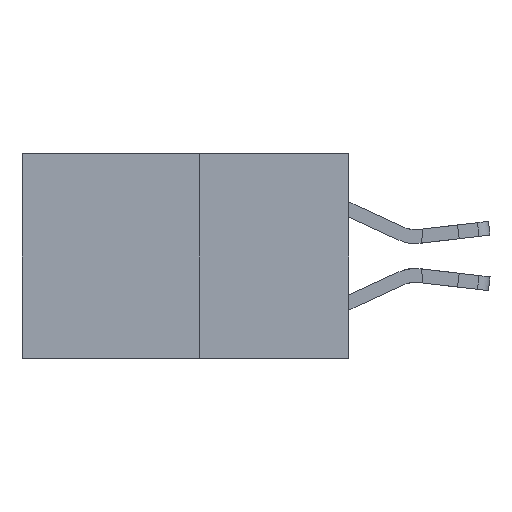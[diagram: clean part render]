
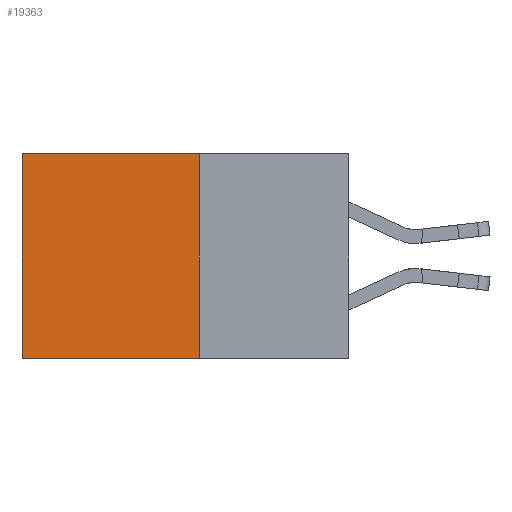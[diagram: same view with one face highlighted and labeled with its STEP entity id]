
A CAD part, left-side view. The second image highlights one B-rep face of the part: STEP entity #19363.
In plain terms, the highlighted planar face has unit normal (-1, 0, 0).
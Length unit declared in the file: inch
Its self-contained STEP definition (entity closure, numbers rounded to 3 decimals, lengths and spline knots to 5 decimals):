
#57 = ORIENTED_EDGE ( 'NONE', *, *, #5750, .T. ) ;
#705 = VECTOR ( 'NONE', #21902, 39.37008 ) ;
#991 = LINE ( 'NONE', #14088, #6915 ) ;
#4137 = CARTESIAN_POINT ( 'NONE',  ( 0.277, 0.27, -0.37 ) ) ;
#4395 = AXIS2_PLACEMENT_3D ( 'NONE', #4137, #16725, #5978 ) ;
#4639 = EDGE_CURVE ( 'NONE', #22176, #20890, #19331, .T. ) ;
#4969 = VECTOR ( 'NONE', #11987, 39.37008 ) ;
#5621 = CARTESIAN_POINT ( 'NONE',  ( 0.277, 0.27, -0.37 ) ) ;
#5743 = CARTESIAN_POINT ( 'NONE',  ( 0.277, 0.27, 0. ) ) ;
#5750 = EDGE_CURVE ( 'NONE', #13313, #22176, #991, .T. ) ;
#5978 = DIRECTION ( 'NONE',  ( 0., 0., -1. ) ) ;
#6915 = VECTOR ( 'NONE', #13455, 39.37008 ) ;
#7238 = EDGE_CURVE ( 'NONE', #13313, #20519, #12965, .T. ) ;
#11755 = ORIENTED_EDGE ( 'NONE', *, *, #4639, .T. ) ;
#11987 = DIRECTION ( 'NONE',  ( 0., 0., -1. ) ) ;
#12117 = ORIENTED_EDGE ( 'NONE', *, *, #21456, .F. ) ;
#12231 = EDGE_LOOP ( 'NONE', ( #11755, #12117, #17215, #57 ) ) ;
#12392 = CARTESIAN_POINT ( 'NONE',  ( 0.277, 0.59, -0.37 ) ) ;
#12965 = LINE ( 'NONE', #14311, #16652 ) ;
#13084 = PLANE ( 'NONE',  #4395 ) ;
#13313 = VERTEX_POINT ( 'NONE', #5743 ) ;
#13455 = DIRECTION ( 'NONE',  ( 0., 1., 0. ) ) ;
#13732 = CARTESIAN_POINT ( 'NONE',  ( 0.277, 0.59, -0.37 ) ) ;
#14088 = CARTESIAN_POINT ( 'NONE',  ( 0.277, 0.27, 0. ) ) ;
#14311 = CARTESIAN_POINT ( 'NONE',  ( 0.277, 0.27, -0.37 ) ) ;
#15006 = LINE ( 'NONE', #16472, #705 ) ;
#16472 = CARTESIAN_POINT ( 'NONE',  ( 0.277, 0.27, -0.37 ) ) ;
#16512 = CARTESIAN_POINT ( 'NONE',  ( 0.277, 0.59, 0. ) ) ;
#16551 = DIRECTION ( 'NONE',  ( 0., 0., -1. ) ) ;
#16652 = VECTOR ( 'NONE', #16551, 39.37008 ) ;
#16725 = DIRECTION ( 'NONE',  ( 1., 0., 0. ) ) ;
#17215 = ORIENTED_EDGE ( 'NONE', *, *, #7238, .F. ) ;
#19331 = LINE ( 'NONE', #12392, #4969 ) ;
#19363 = ADVANCED_FACE ( 'NONE', ( #20765 ), #13084, .F. ) ;
#20519 = VERTEX_POINT ( 'NONE', #5621 ) ;
#20765 = FACE_OUTER_BOUND ( 'NONE', #12231, .T. ) ;
#20890 = VERTEX_POINT ( 'NONE', #13732 ) ;
#21456 = EDGE_CURVE ( 'NONE', #20519, #20890, #15006, .T. ) ;
#21902 = DIRECTION ( 'NONE',  ( 0., 1., 0. ) ) ;
#22176 = VERTEX_POINT ( 'NONE', #16512 ) ;
